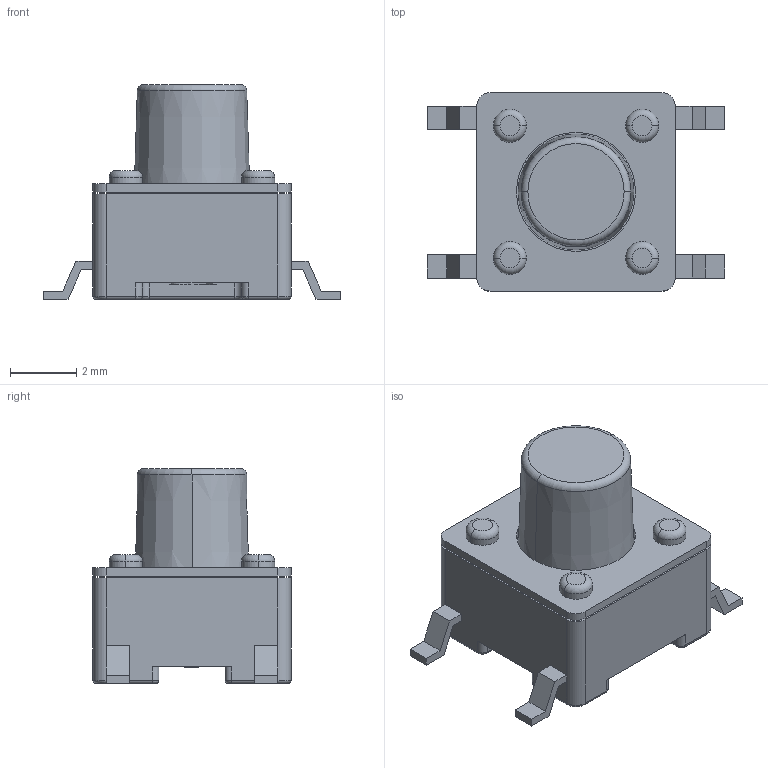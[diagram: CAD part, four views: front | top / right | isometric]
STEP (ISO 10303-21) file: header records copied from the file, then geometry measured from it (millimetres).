
FILE_DESCRIPTION((''),'2;1');
FILE_NAME('PRT000134','2021-06-10T13:37:24',('AB'),(''),'CREO PARAMETRIC BY PTC INC, 2016510','CREO PARAMETRIC BY PTC INC, 2016510','');
FILE_SCHEMA(('CONFIG_CONTROL_DESIGN','GEOMETRIC_VALIDATION_PROPERTIES_MIM'));
Length unit declared in the file: millimetre
Products named in the file (1): PRT000134
Bounding box: 9 x 6 x 6.5 mm (x, y, z)
Volume: 143.4 mm3; surface area: 268.5 mm2
Topology: 2 solids, 2 shells, 391 faces, 1051 edges, 684 vertices
Faces by surface type: plane 317, cylinder 46, torus 22, bspline 4, cone 2
Entity records: 14921 total; most frequent: CARTESIAN_POINT 2188, ORIENTED_EDGE 2102, DIRECTION 1957, EDGE_CURVE 1051, VECTOR 919, LINE 919, VERTEX_POINT 684, AXIS2_PLACEMENT_3D 519
